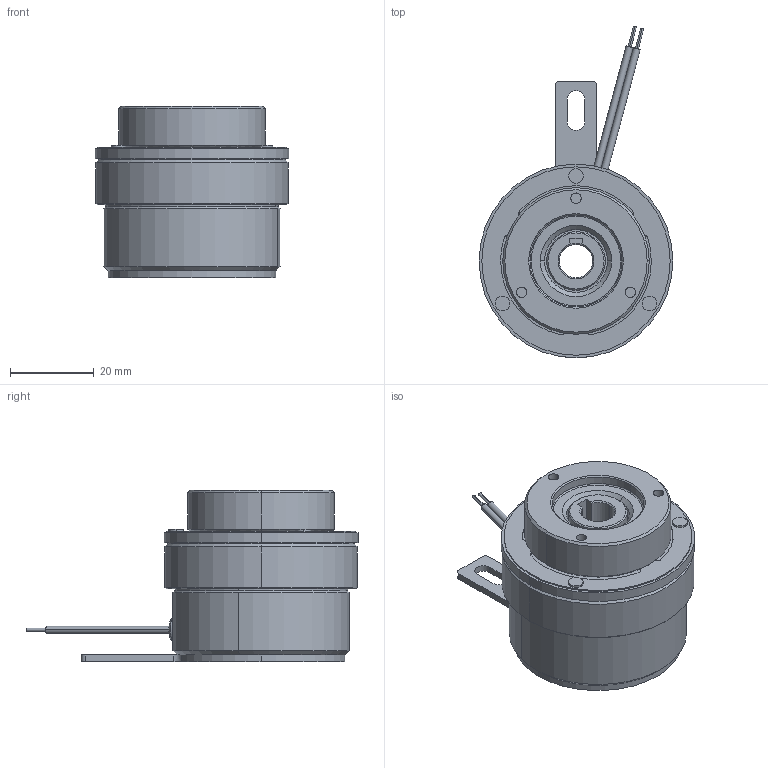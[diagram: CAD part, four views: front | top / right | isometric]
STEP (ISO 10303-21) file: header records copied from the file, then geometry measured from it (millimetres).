
FILE_DESCRIPTION (( 'STEP AP203' ), '1' );
FILE_NAME ('AMC10E.STEP', '2019-09-05T00:47:09', ( '' ), ( '' ), 'SwSTEP 2.0', 'SolidWorks 2018', '' );
FILE_SCHEMA (( 'CONFIG_CONTROL_DESIGN' ));
Length unit declared in the file: millimetre
Products named in the file (1): AMC10E
Bounding box: 46.3 x 79.33 x 40.9 mm (x, y, z)
Volume: 52950.2 mm3; surface area: 12475.5 mm2
Topology: 1 solids, 1 shells, 164 faces, 383 edges, 238 vertices
Faces by surface type: cylinder 85, plane 43, cone 26, torus 10
Entity records: 4899 total; most frequent: DIRECTION 932, CARTESIAN_POINT 864, ORIENTED_EDGE 766, AXIS2_PLACEMENT_3D 390, EDGE_CURVE 383, VERTEX_POINT 238, CIRCLE 225, EDGE_LOOP 191
